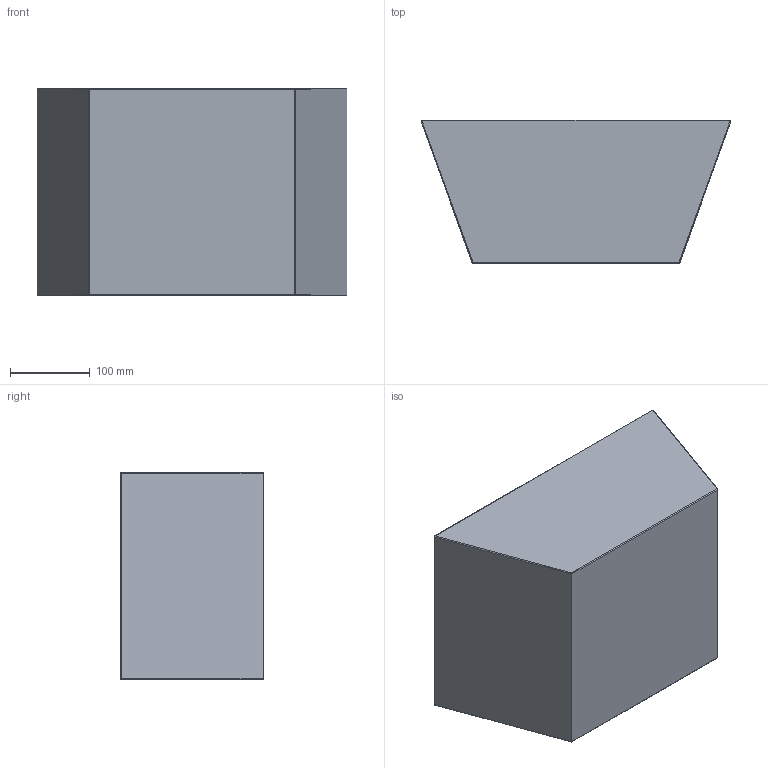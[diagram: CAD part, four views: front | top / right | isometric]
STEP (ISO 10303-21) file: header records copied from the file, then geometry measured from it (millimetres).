
FILE_DESCRIPTION (( 'STEP AP214' ), '1' );
FILE_NAME ('Matrice plein.STEP', '2024-02-06T13:42:03', ( '' ), ( '' ), 'SwSTEP 2.0', 'SolidWorks 2017', '' );
FILE_SCHEMA (( 'AUTOMOTIVE_DESIGN' ));
Length unit declared in the file: millimetre
Products named in the file (1): Matrice plein
Bounding box: 389.15 x 180 x 260 mm (x, y, z)
Volume: 15209269.4 mm3; surface area: 384050.3 mm2
Topology: 1 solids, 1 shells, 29 faces, 63 edges, 28 vertices
Faces by surface type: cylinder 13, sphere 10, plane 6
Entity records: 745 total; most frequent: DIRECTION 145, CARTESIAN_POINT 113, ORIENTED_EDGE 110, AXIS2_PLACEMENT_3D 60, EDGE_CURVE 55, CIRCLE 30, EDGE_LOOP 29, FACE_OUTER_BOUND 29
